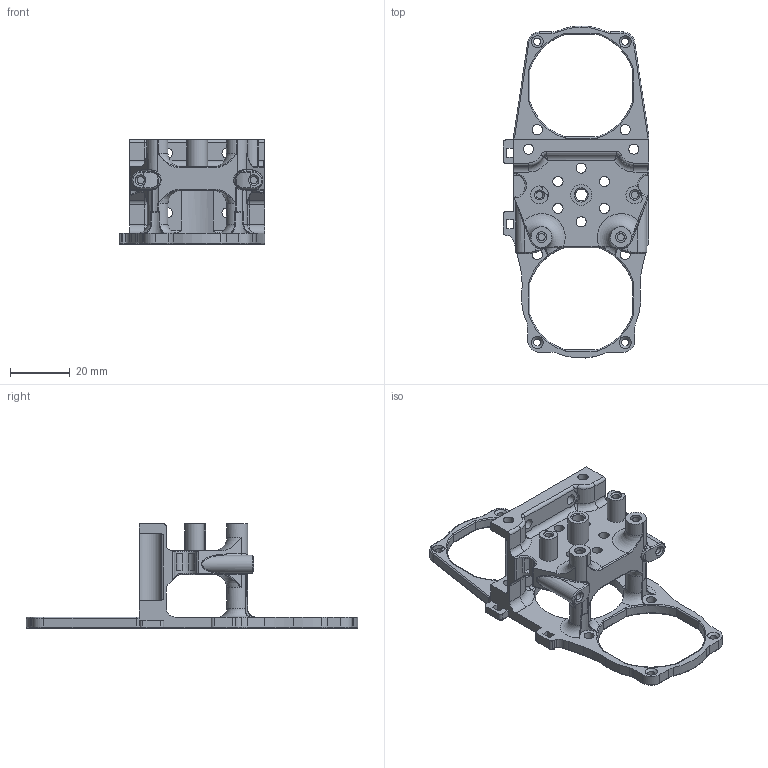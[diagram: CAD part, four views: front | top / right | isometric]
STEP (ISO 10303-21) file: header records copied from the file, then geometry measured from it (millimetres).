
FILE_DESCRIPTION(/* description */ (''),/* implementation_level */ '2;1');
FILE_NAME(/* name */ 'Jaguar Main Body.step',/* time_stamp */ '2024-04-21T20:54:51-04:00',/* author */ (''),/* organization */ (''),/* preprocessor_version */ 'ST-DEVELOPER v20',/* originating_system */ 'Autodesk Translation Framework v12.20.1.177',/* authorisation */ '');
FILE_SCHEMA (('AUTOMOTIVE_DESIGN { 1 0 10303 214 3 1 1 }'));
Length unit declared in the file: millimetre
Products named in the file (1): Jaguar Main Body
Bounding box: 48.9 x 111.34 x 35.03 mm (x, y, z)
Volume: 24928.9 mm3; surface area: 15561.9 mm2
Topology: 1 solids, 1 shells, 477 faces, 1214 edges, 731 vertices
Faces by surface type: cylinder 197, plane 100, torus 83, bspline 74, cone 19, sphere 4
Full cylindrical faces by diameter (mm): 2.4 x10, 3.4 x18, 4 x1, 6 x1, 6.5 x1, 7 x2, 30 x1
Entity records: 18205 total; most frequent: CARTESIAN_POINT 6865, ORIENTED_EDGE 2410, DIRECTION 2314, EDGE_CURVE 1205, AXIS2_PLACEMENT_3D 921, VERTEX_POINT 731, EDGE_LOOP 542, CIRCLE 498
